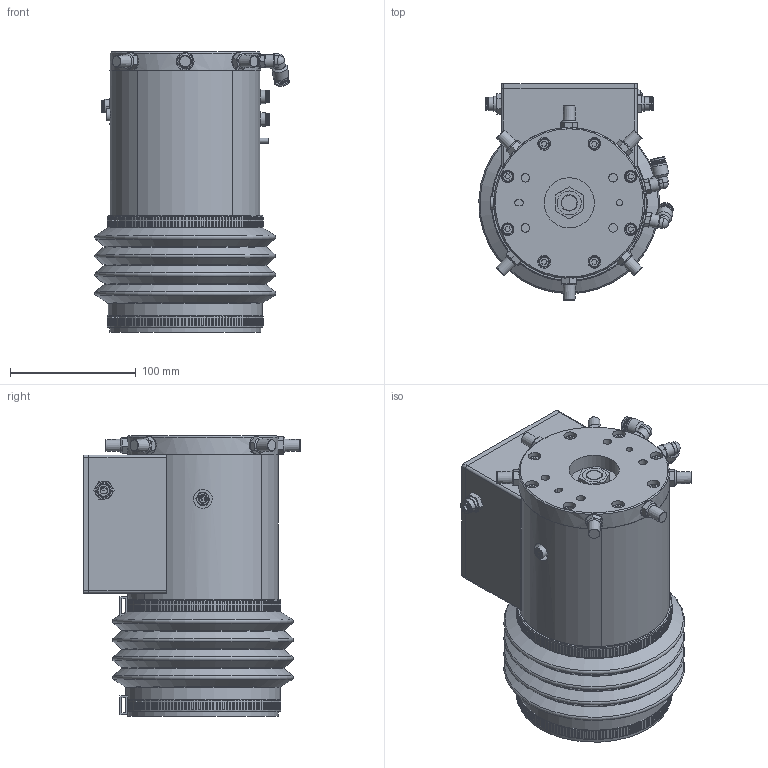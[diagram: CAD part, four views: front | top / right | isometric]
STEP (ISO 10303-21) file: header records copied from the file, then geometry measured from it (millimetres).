
FILE_DESCRIPTION (( 'STEP AP214' ), '1' );
FILE_NAME ('LCZA300_1140620.STEP', '2025-06-20T06:24:10', ( '' ), ( '' ), 'SwSTEP 2.0', 'SolidWorks 2022', '' );
FILE_SCHEMA (( 'AUTOMOTIVE_DESIGN' ));
Length unit declared in the file: millimetre
Products named in the file (1): LCZA300_1140620
Bounding box: 154.69 x 172.33 x 223 mm (x, y, z)
Surface area: 202573.3 mm2 (no closed solid volume)
Topology: 0 solids, 105 shells, 1484 faces, 4605 edges, 3184 vertices
Faces by surface type: plane 1166, cylinder 159, cone 115, torus 42, sphere 2
Full cylindrical faces by diameter (mm): 1 x5, 3.3 x10, 4 x3, 5 x1, 6 x2, 6.033 x1, 6.8 x4, 7 x1, 7.8 x4, 8 x4, 8.1 x2, 9.7 x1, 10 x10, 10.5 x2, 11 x2, 11.5 x4, 11.8 x2, 12 x2, 12.5 x2, 13 x1, 14 x4, 15 x1, 40 x1, 120 x2, 123 x2
Entity records: 52072 total; most frequent: CARTESIAN_POINT 12340, DIRECTION 8023, ORIENTED_EDGE 6892, EDGE_CURVE 4427, VERTEX_POINT 3160, VECTOR 3105, LINE 3105, AXIS2_PLACEMENT_3D 2459
